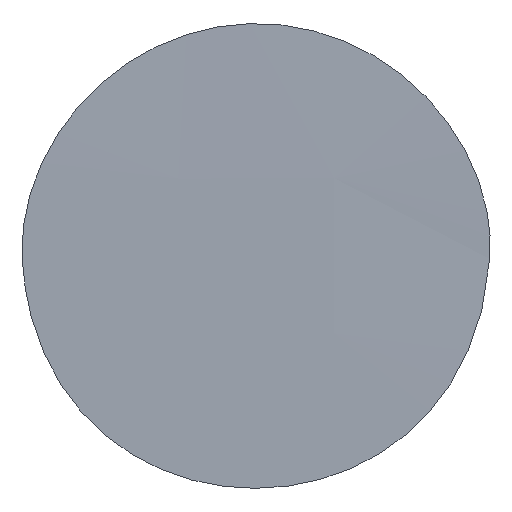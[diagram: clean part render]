
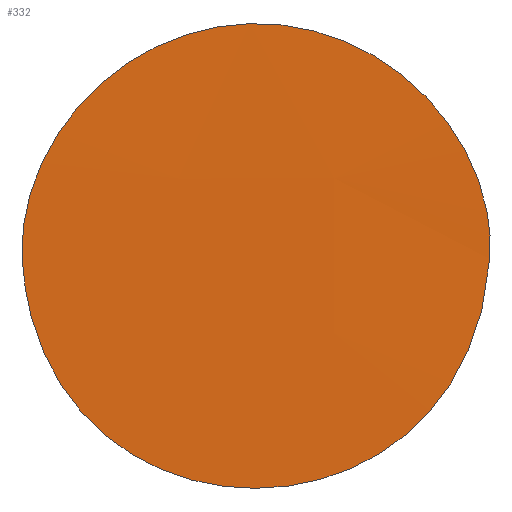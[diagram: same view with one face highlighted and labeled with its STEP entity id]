
A CAD part, top view. The second image highlights one B-rep face of the part: STEP entity #332.
In plain terms, the highlighted free-form (B-spline) face has degree [3, 3] with [4, 4] control points.
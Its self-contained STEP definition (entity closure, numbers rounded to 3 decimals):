
#24 = VERTEX_POINT('',#25);
#25 = CARTESIAN_POINT('',(-0.922,0.009,
    1.002));
#32 = B_SPLINE_SURFACE_WITH_KNOTS('',3,3,(
    (#33,#34,#35,#36)
    ,(#37,#38,#39,#40)
    ,(#41,#42,#43,#44)
    ,(#45,#46,#47,#48
    )),.UNSPECIFIED.,.F.,.F.,.F.,(4,4),(4,4),(0.,1.),(0.,1.),
  .PIECEWISE_BEZIER_KNOTS.);
#33 = CARTESIAN_POINT('',(-0.425,0.003,
    -1.056));
#34 = CARTESIAN_POINT('',(-0.598,-0.012,
    -0.364));
#35 = CARTESIAN_POINT('',(-0.755,-0.001,
    0.34));
#36 = CARTESIAN_POINT('',(-0.923,-0.019,
    1.041));
#37 = CARTESIAN_POINT('',(-0.424,-0.505,
    -1.073));
#38 = CARTESIAN_POINT('',(-0.577,-0.726,
    -0.363));
#39 = CARTESIAN_POINT('',(-0.74,-0.957,0.347)
  );
#40 = CARTESIAN_POINT('',(-0.925,-1.184,1.047)
  );
#41 = CARTESIAN_POINT('',(0.42,-0.518,-1.066
    ));
#42 = CARTESIAN_POINT('',(0.566,-0.745,-0.345
    ));
#43 = CARTESIAN_POINT('',(0.739,-0.969,0.324)
  );
#44 = CARTESIAN_POINT('',(0.929,-1.205,1.03));
#45 = CARTESIAN_POINT('',(0.421,-0.001,
    -1.056));
#46 = CARTESIAN_POINT('',(0.601,-0.02,
    -0.376));
#47 = CARTESIAN_POINT('',(0.762,-0.021,
    0.351));
#48 = CARTESIAN_POINT('',(0.936,-0.037,
    1.04));
#57 = B_SPLINE_SURFACE_WITH_KNOTS('',3,3,(
    (#58,#59,#60,#61)
    ,(#62,#63,#64,#65)
    ,(#66,#67,#68,#69)
    ,(#70,#71,#72,#73
    )),.UNSPECIFIED.,.F.,.F.,.F.,(4,4),(4,4),(0.,1.),(0.,1.),
  .PIECEWISE_BEZIER_KNOTS.);
#58 = CARTESIAN_POINT('',(0.385,0.018,
    -1.135));
#59 = CARTESIAN_POINT('',(0.574,0.025,
    -0.442));
#60 = CARTESIAN_POINT('',(0.734,0.016,
    0.269));
#61 = CARTESIAN_POINT('',(0.92,0.029,
    0.966));
#62 = CARTESIAN_POINT('',(0.404,0.531,-1.13));
#63 = CARTESIAN_POINT('',(0.56,0.757,-0.438)
  );
#64 = CARTESIAN_POINT('',(0.778,0.976,0.274)
  );
#65 = CARTESIAN_POINT('',(0.947,1.206,0.972)
  );
#66 = CARTESIAN_POINT('',(-0.412,0.539,-1.14
    ));
#67 = CARTESIAN_POINT('',(-0.554,0.752,-0.407)
  );
#68 = CARTESIAN_POINT('',(-0.769,1.005,0.259)
  );
#69 = CARTESIAN_POINT('',(-0.922,1.217,0.983)
  );
#70 = CARTESIAN_POINT('',(-0.391,0.019,
    -1.126));
#71 = CARTESIAN_POINT('',(-0.565,0.028,
    -0.432));
#72 = CARTESIAN_POINT('',(-0.718,0.026,
    0.291));
#73 = CARTESIAN_POINT('',(-0.901,0.038,
    0.978));
#84 = EDGE_CURVE('',#85,#24,#87,.T.);
#85 = VERTEX_POINT('',#86);
#86 = CARTESIAN_POINT('',(0.94,0.004,
    0.997));
#87 = SURFACE_CURVE('',#88,(#93,#135),.PCURVE_S1.);
#88 = B_SPLINE_CURVE_WITH_KNOTS('',3,(#89,#90,#91,#92),.UNSPECIFIED.,.F.
  ,.F.,(4,4),(0.,1.),.PIECEWISE_BEZIER_KNOTS.);
#89 = CARTESIAN_POINT('',(0.94,0.004,
    0.997));
#90 = CARTESIAN_POINT('',(0.855,-1.213,1.001)
  );
#91 = CARTESIAN_POINT('',(-0.848,-1.215,0.998)
  );
#92 = CARTESIAN_POINT('',(-0.922,0.009,
    1.002));
#93 = PCURVE('',#32,#94);
#94 = DEFINITIONAL_REPRESENTATION('',(#95),#134);
#95 = B_SPLINE_CURVE_WITH_KNOTS('',10,(#96,#97,#98,#99,#100,#101,#102,
    #103,#104,#105,#106,#107,#108,#109,#110,#111,#112,#113,#114,#115,
    #116,#117,#118,#119,#120,#121,#122,#123,#124,#125,#126,#127,#128,
    #129,#130,#131,#132,#133),.UNSPECIFIED.,.F.,.F.,(11,9,9,9,11),(0.,
    0.25,0.5,0.75,1.),.UNSPECIFIED.);
#96 = CARTESIAN_POINT('',(1.002,0.981));
#97 = CARTESIAN_POINT('',(0.975,0.98));
#98 = CARTESIAN_POINT('',(1.026,0.981));
#99 = CARTESIAN_POINT('',(0.8,0.978));
#100 = CARTESIAN_POINT('',(1.074,0.982));
#101 = CARTESIAN_POINT('',(0.741,0.978));
#102 = CARTESIAN_POINT('',(0.93,0.981));
#103 = CARTESIAN_POINT('',(0.799,0.979));
#104 = CARTESIAN_POINT('',(0.804,0.98));
#105 = CARTESIAN_POINT('',(0.773,0.98));
#106 = CARTESIAN_POINT('',(0.721,0.981));
#107 = CARTESIAN_POINT('',(0.696,0.982));
#108 = CARTESIAN_POINT('',(0.671,0.982));
#109 = CARTESIAN_POINT('',(0.646,0.982));
#110 = CARTESIAN_POINT('',(0.621,0.983));
#111 = CARTESIAN_POINT('',(0.597,0.983));
#112 = CARTESIAN_POINT('',(0.573,0.983));
#113 = CARTESIAN_POINT('',(0.549,0.983));
#114 = CARTESIAN_POINT('',(0.525,0.983));
#115 = CARTESIAN_POINT('',(0.477,0.983));
#116 = CARTESIAN_POINT('',(0.453,0.983));
#117 = CARTESIAN_POINT('',(0.429,0.983));
#118 = CARTESIAN_POINT('',(0.405,0.982));
#119 = CARTESIAN_POINT('',(0.381,0.982));
#120 = CARTESIAN_POINT('',(0.357,0.982));
#121 = CARTESIAN_POINT('',(0.332,0.981));
#122 = CARTESIAN_POINT('',(0.308,0.981));
#123 = CARTESIAN_POINT('',(0.282,0.98));
#124 = CARTESIAN_POINT('',(0.231,0.979));
#125 = CARTESIAN_POINT('',(0.211,0.979));
#126 = CARTESIAN_POINT('',(0.157,0.98));
#127 = CARTESIAN_POINT('',(0.186,0.977));
#128 = CARTESIAN_POINT('',(0.111,0.979));
#129 = CARTESIAN_POINT('',(0.07,0.98));
#130 = CARTESIAN_POINT('',(0.122,0.978));
#131 = CARTESIAN_POINT('',(0.011,0.982));
#132 = CARTESIAN_POINT('',(0.025,0.981));
#133 = CARTESIAN_POINT('',(-0.002,0.982));
#134 = ( GEOMETRIC_REPRESENTATION_CONTEXT(2) 
PARAMETRIC_REPRESENTATION_CONTEXT() REPRESENTATION_CONTEXT('2D SPACE',''
  ) );
#135 = PCURVE('',#136,#153);
#136 = B_SPLINE_SURFACE_WITH_KNOTS('',3,3,(
    (#137,#138,#139,#140)
    ,(#141,#142,#143,#144)
    ,(#145,#146,#147,#148)
    ,(#149,#150,#151,#152
    )),.UNSPECIFIED.,.F.,.F.,.F.,(4,4),(4,4),(0.,1.),(0.,1.),
  .PIECEWISE_BEZIER_KNOTS.);
#137 = CARTESIAN_POINT('',(0.956,0.998,1.002)
  );
#138 = CARTESIAN_POINT('',(0.956,0.339,0.996)
  );
#139 = CARTESIAN_POINT('',(0.953,-0.312,1.003
    ));
#140 = CARTESIAN_POINT('',(0.957,-0.98,0.998
    ));
#141 = CARTESIAN_POINT('',(0.31,0.991,1.));
#142 = CARTESIAN_POINT('',(0.311,0.327,1.005)
  );
#143 = CARTESIAN_POINT('',(0.306,-0.328,1.011
    ));
#144 = CARTESIAN_POINT('',(0.307,-0.985,0.998)
  );
#145 = CARTESIAN_POINT('',(-0.336,0.985,1.005
    ));
#146 = CARTESIAN_POINT('',(-0.341,0.344,1.002
    ));
#147 = CARTESIAN_POINT('',(-0.341,-0.336,
    1.007));
#148 = CARTESIAN_POINT('',(-0.344,-0.978,
    1.003));
#149 = CARTESIAN_POINT('',(-0.982,0.995,0.995)
  );
#150 = CARTESIAN_POINT('',(-0.99,0.328,0.997
    ));
#151 = CARTESIAN_POINT('',(-0.986,-0.319,0.992)
  );
#152 = CARTESIAN_POINT('',(-0.991,-0.987,0.996
    ));
#153 = DEFINITIONAL_REPRESENTATION('',(#154),#160);
#154 = B_SPLINE_CURVE_WITH_KNOTS('',4,(#155,#156,#157,#158,#159),
  .UNSPECIFIED.,.F.,.F.,(5,5),(0.,1.),.PIECEWISE_BEZIER_KNOTS.);
#155 = CARTESIAN_POINT('',(0.008,0.504));
#156 = CARTESIAN_POINT('',(0.04,0.967));
#157 = CARTESIAN_POINT('',(0.489,1.114));
#158 = CARTESIAN_POINT('',(0.937,0.963));
#159 = CARTESIAN_POINT('',(0.966,0.498));
#160 = ( GEOMETRIC_REPRESENTATION_CONTEXT(2) 
PARAMETRIC_REPRESENTATION_CONTEXT() REPRESENTATION_CONTEXT('2D SPACE',''
  ) );
#290 = EDGE_CURVE('',#24,#85,#291,.T.);
#291 = SURFACE_CURVE('',#292,(#298,#322),.PCURVE_S1.);
#292 = B_SPLINE_CURVE_WITH_KNOTS('',4,(#293,#294,#295,#296,#297),
  .UNSPECIFIED.,.F.,.F.,(5,5),(0.,1.),.PIECEWISE_BEZIER_KNOTS.);
#293 = CARTESIAN_POINT('',(-0.922,0.009,
    1.002));
#294 = CARTESIAN_POINT('',(-0.954,0.728,1.011));
#295 = CARTESIAN_POINT('',(0.003,1.54,
    0.984));
#296 = CARTESIAN_POINT('',(0.999,0.722,1.012)
  );
#297 = CARTESIAN_POINT('',(0.94,0.004,
    0.997));
#298 = PCURVE('',#57,#299);
#299 = DEFINITIONAL_REPRESENTATION('',(#300),#321);
#300 = B_SPLINE_CURVE_WITH_KNOTS('',10,(#301,#302,#303,#304,#305,#306,
    #307,#308,#309,#310,#311,#312,#313,#314,#315,#316,#317,#318,#319,
    #320),.UNSPECIFIED.,.F.,.F.,(11,9,11),(0.,0.5,1.),.UNSPECIFIED.);
#301 = CARTESIAN_POINT('',(1.002,1.004));
#302 = CARTESIAN_POINT('',(0.961,1.004));
#303 = CARTESIAN_POINT('',(0.996,1.004));
#304 = CARTESIAN_POINT('',(0.694,1.003));
#305 = CARTESIAN_POINT('',(1.098,1.004));
#306 = CARTESIAN_POINT('',(0.491,1.003));
#307 = CARTESIAN_POINT('',(0.881,1.004));
#308 = CARTESIAN_POINT('',(0.584,1.004));
#309 = CARTESIAN_POINT('',(0.614,1.004));
#310 = CARTESIAN_POINT('',(0.55,1.004));
#311 = CARTESIAN_POINT('',(0.449,1.004));
#312 = CARTESIAN_POINT('',(0.406,1.003));
#313 = CARTESIAN_POINT('',(0.316,1.004));
#314 = CARTESIAN_POINT('',(0.336,1.003));
#315 = CARTESIAN_POINT('',(0.221,1.003));
#316 = CARTESIAN_POINT('',(0.14,1.004));
#317 = CARTESIAN_POINT('',(0.184,1.003));
#318 = CARTESIAN_POINT('',(0.038,1.004));
#319 = CARTESIAN_POINT('',(0.039,1.004));
#320 = CARTESIAN_POINT('',(-0.002,1.004));
#321 = ( GEOMETRIC_REPRESENTATION_CONTEXT(2) 
PARAMETRIC_REPRESENTATION_CONTEXT() REPRESENTATION_CONTEXT('2D SPACE',''
  ) );
#322 = PCURVE('',#136,#323);
#323 = DEFINITIONAL_REPRESENTATION('',(#324),#330);
#324 = B_SPLINE_CURVE_WITH_KNOTS('',4,(#325,#326,#327,#328,#329),
  .UNSPECIFIED.,.F.,.F.,(5,5),(0.,1.),.PIECEWISE_BEZIER_KNOTS.);
#325 = CARTESIAN_POINT('',(0.966,0.498));
#326 = CARTESIAN_POINT('',(0.983,0.133));
#327 = CARTESIAN_POINT('',(0.494,-0.282));
#328 = CARTESIAN_POINT('',(-0.022,0.14));
#329 = CARTESIAN_POINT('',(0.008,0.504));
#330 = ( GEOMETRIC_REPRESENTATION_CONTEXT(2) 
PARAMETRIC_REPRESENTATION_CONTEXT() REPRESENTATION_CONTEXT('2D SPACE',''
  ) );
#332 = ADVANCED_FACE('',(#333),#136,.T.);
#333 = FACE_BOUND('',#334,.F.);
#334 = EDGE_LOOP('',(#335,#336));
#335 = ORIENTED_EDGE('',*,*,#290,.T.);
#336 = ORIENTED_EDGE('',*,*,#84,.T.);
